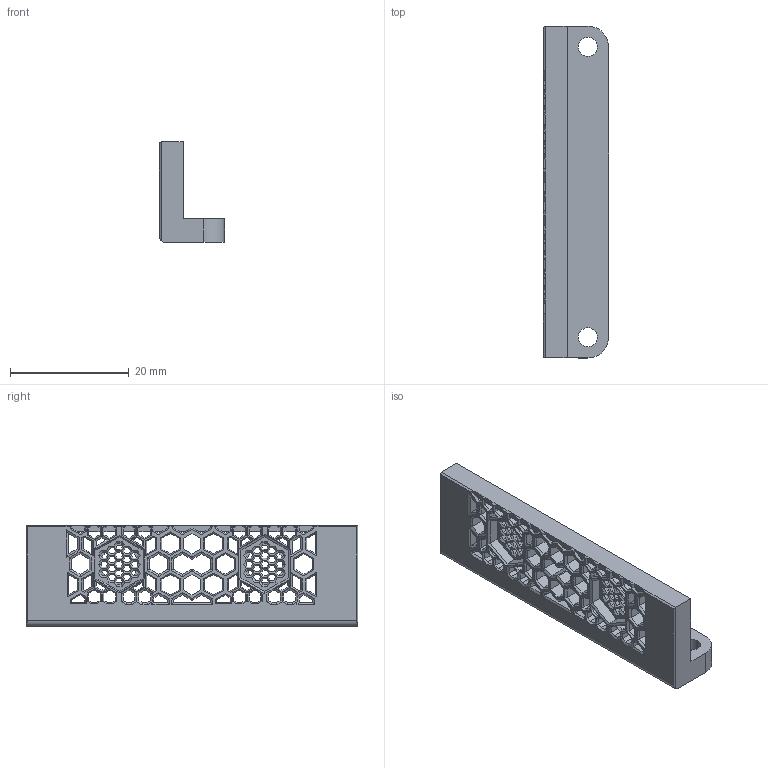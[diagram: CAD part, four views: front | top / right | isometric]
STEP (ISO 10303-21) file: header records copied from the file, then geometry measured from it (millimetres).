
FILE_DESCRIPTION (( 'STEP AP203' ), '1' );
FILE_NAME ('毞盄耀輸.STEP', '2022-10-07T11:07:02', ( '' ), ( '' ), 'SwSTEP 2.0', 'SolidWorks 2021', '' );
FILE_SCHEMA (( 'CONFIG_CONTROL_DESIGN' ));
Products named in the file (1): 毞盄耀輸
Bounding box: 11 x 56 x 17 mm (x, y, z)
Volume: 4071.1 mm3; surface area: 4850 mm2
Topology: 1 solids, 1 shells, 1378 faces, 3568 edges, 2124 vertices
Faces by surface type: plane 1273, bspline 90, cylinder 11, cone 4
Entity records: 44491 total; most frequent: CARTESIAN_POINT 11535, ORIENTED_EDGE 7136, DIRECTION 6038, EDGE_CURVE 3568, LINE 3312, VECTOR 3312, VERTEX_POINT 2124, EDGE_LOOP 1506
